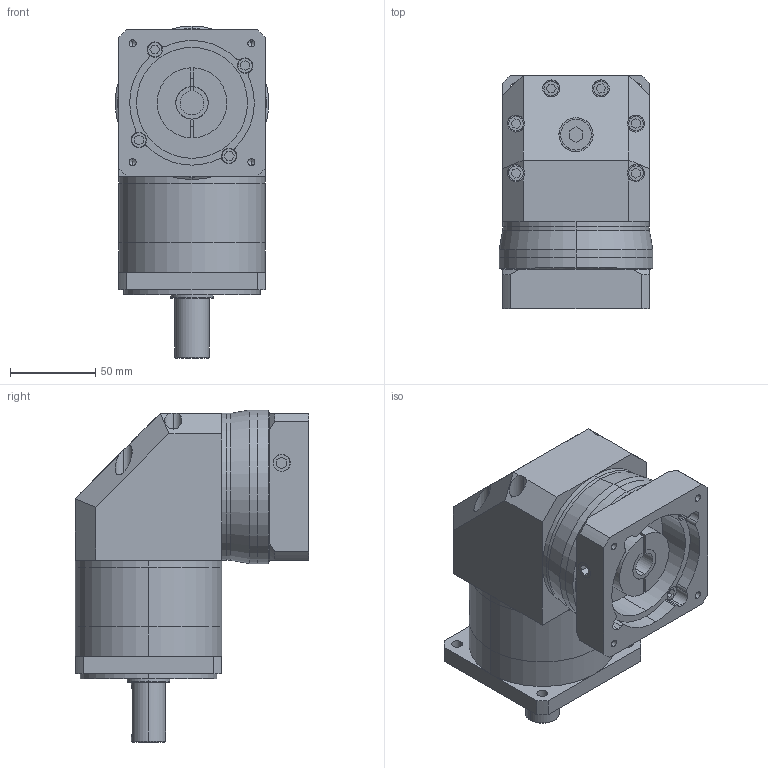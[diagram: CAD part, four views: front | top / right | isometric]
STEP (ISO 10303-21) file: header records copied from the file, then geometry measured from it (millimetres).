
FILE_DESCRIPTION (( 'STEP AP214' ), '1' );
FILE_NAME ('VGZF85单级模型（14-35 73-2 4-5.5-69.6-69.6）新.STEP', '2018-07-10T01:49:34', ( 'Windows' ), ( 'Microsoft' ), 'SwSTEP 2.0', 'SolidWorks 2016', '' );
FILE_SCHEMA (( 'AUTOMOTIVE_DESIGN' ));
Length unit declared in the file: millimetre
Products named in the file (1): VGZF85单级模型（14-35 73-2 4-5.5-69.6-69.6）新
Bounding box: 90 x 137 x 194.5 mm (x, y, z)
Volume: 1164905.8 mm3; surface area: 156796.9 mm2
Topology: 7 solids, 7 shells, 347 faces, 832 edges, 532 vertices
Faces by surface type: plane 191, cylinder 132, cone 20, torus 4
Entity records: 10314 total; most frequent: CARTESIAN_POINT 1843, DIRECTION 1786, ORIENTED_EDGE 1644, EDGE_CURVE 822, AXIS2_PLACEMENT_3D 645, VERTEX_POINT 532, VECTOR 496, LINE 496
